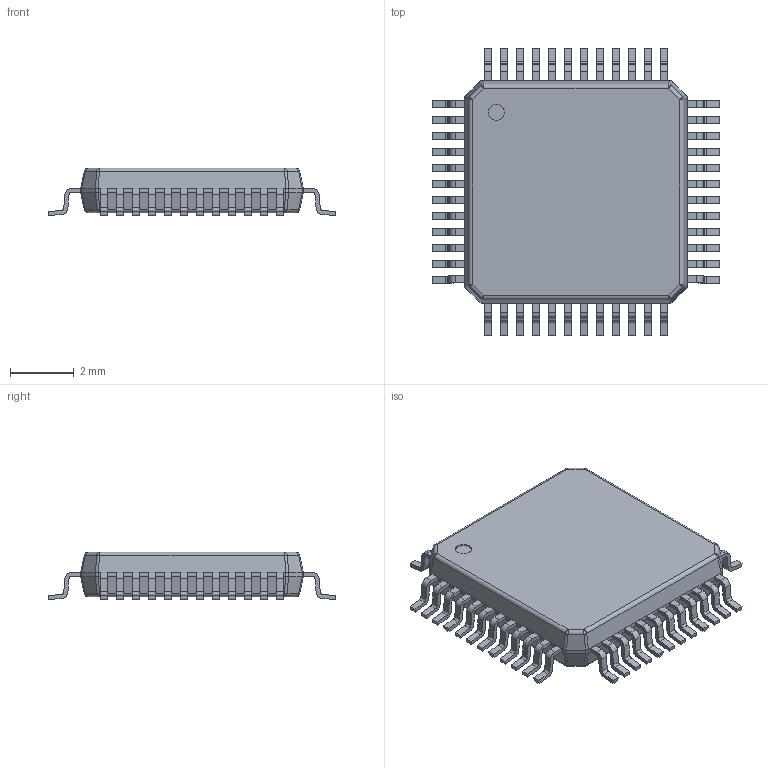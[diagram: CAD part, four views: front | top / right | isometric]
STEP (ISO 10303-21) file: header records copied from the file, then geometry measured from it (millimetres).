
FILE_DESCRIPTION((''),'2;1');
FILE_NAME('PTB0048A_ASM','2017-05-02T',('a0412025'),(''),'CREO PARAMETRIC BY PTC INC, 2016050','CREO PARAMETRIC BY PTC INC, 2016050','');
FILE_SCHEMA(('AUTOMOTIVE_DESIGN { 1 0 10303 214 1 1 1 1 }'));
Length unit declared in the file: millimetre
Products named in the file (4): BODY-QFP; LEAD-QFP; THERMALPAD-PTB0048A; PTB0048A_ASM
Assembly tree (50 placements, depth 2):
  PTB0048A_ASM
    BODY-QFP
    LEAD-QFP  x48
    THERMALPAD-PTB0048A
Bounding box: 9.03 x 9.03 x 1.5 mm (x, y, z)
Volume: 67.6 mm3; surface area: 190.7 mm2
Topology: 50 solids, 50 shells, 792 faces, 2022 edges, 1332 vertices
Faces by surface type: plane 542, cylinder 234, sphere 16
Entity records: 6011 total; most frequent: CARTESIAN_POINT 955, DIRECTION 718, ORIENTED_EDGE 660, PRESENTATION_STYLE_ASSIGNMENT 333, STYLED_ITEM 333, CURVE_STYLE 330, EDGE_CURVE 330, AXIS2_PLACEMENT_3D 248
